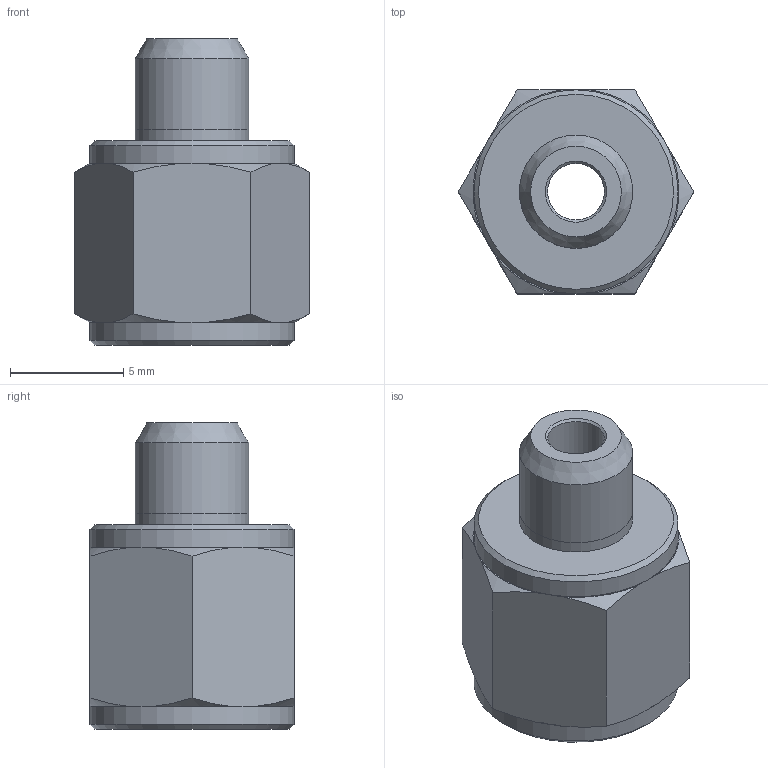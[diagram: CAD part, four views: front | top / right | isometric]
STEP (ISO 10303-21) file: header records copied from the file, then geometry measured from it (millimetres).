
FILE_DESCRIPTION(/* description */ ('Unknown'),/* implementation_level */ '2;1');
FILE_NAME(/* name */ 'RM200M5NI',/* time_stamp */ '2018-12-14T15:27:31+01:00',/* author */ ('UNIC_S.R.L.'),/* organization */ ('Unknown'),/* preprocessor_version */ 'ST-DEVELOPER v16.7',/* originating_system */ 'DEX',/* authorisation */ $);
FILE_SCHEMA (('AUTOMOTIVE_DESIGN {1 0 10303 214 3 1 1}'));
Length unit declared in the file: millimetre
Products named in the file (1): RM200M5NI
Bounding box: 10.39 x 9 x 13.5 mm (x, y, z)
Volume: 571.2 mm3; surface area: 592.6 mm2
Topology: 1 solids, 1 shells, 46 faces, 112 edges, 69 vertices
Faces by surface type: plane 21, cone 18, cylinder 7
Full cylindrical faces by diameter (mm): 2.5 x1, 4.134 x2, 5 x2, 9 x2
Entity records: 1594 total; most frequent: CARTESIAN_POINT 275, DIRECTION 202, ORIENTED_EDGE 186, EDGE_CURVE 93, AXIS2_PLACEMENT_3D 86, VERTEX_POINT 63, EDGE_LOOP 62, FACE_BOUND 62
